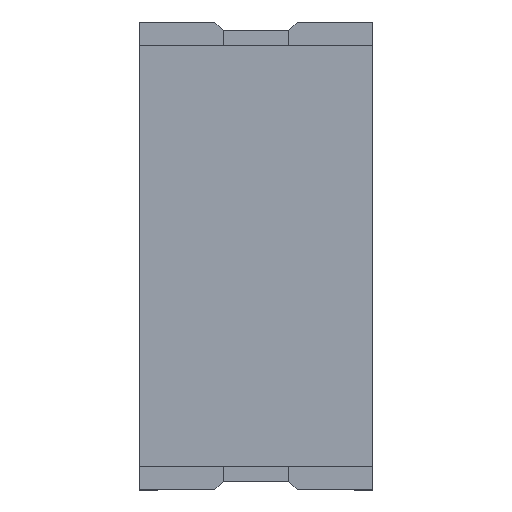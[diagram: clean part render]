
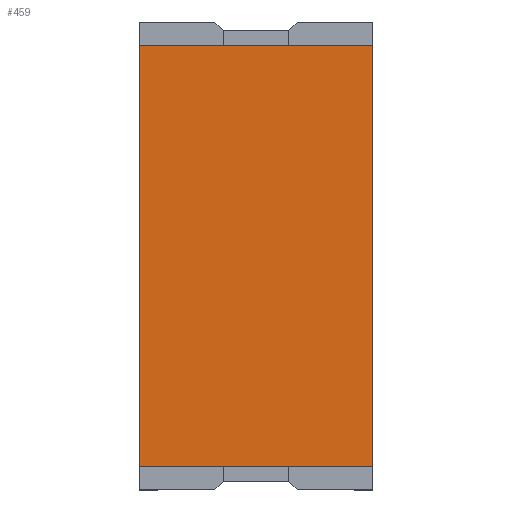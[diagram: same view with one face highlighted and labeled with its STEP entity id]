
A CAD part, top view. The second image highlights one B-rep face of the part: STEP entity #459.
In plain terms, the highlighted planar face has unit normal (0, 0, 1).
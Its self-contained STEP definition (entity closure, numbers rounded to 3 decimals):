
#27=VECTOR('',#28,1.);
#28=DIRECTION('',(1.,0.,0.));
#35=VECTOR('',#36,1.);
#36=DIRECTION('',(0.,-1.,0.));
#56=DIRECTION('',(0.,0.,-1.));
#57=DIRECTION('',(0.,-1.,0.));
#254=VERTEX_POINT('',#255);
#255=CARTESIAN_POINT('',(-1.25,2.25,0.6));
#258=EDGE_CURVE('',#254,#259,#261,.T.);
#259=VERTEX_POINT('',#260);
#260=CARTESIAN_POINT('',(-1.25,-2.25,0.6));
#261=LINE('',#255,#35);
#336=EDGE_CURVE('',#259,#337,#339,.T.);
#337=VERTEX_POINT('',#338);
#338=CARTESIAN_POINT('',(1.25,-2.25,0.6));
#339=LINE('',#260,#27);
#446=VERTEX_POINT('',#447);
#447=CARTESIAN_POINT('',(1.25,2.25,0.6));
#451=EDGE_CURVE('',#254,#446,#452,.T.);
#452=LINE('',#255,#27);
#459=ADVANCED_FACE('',(#460),#468,.F.);
#460=FACE_BOUND('',#461,.F.);
#461=EDGE_LOOP('',(#462,#463,#466,#467));
#462=ORIENTED_EDGE('',*,*,#451,.T.);
#463=ORIENTED_EDGE('',*,*,#464,.T.);
#464=EDGE_CURVE('',#446,#337,#465,.T.);
#465=LINE('',#447,#35);
#466=ORIENTED_EDGE('',*,*,#336,.F.);
#467=ORIENTED_EDGE('',*,*,#258,.F.);
#468=PLANE('',#469);
#469=AXIS2_PLACEMENT_3D('',#255,#56,#57);
